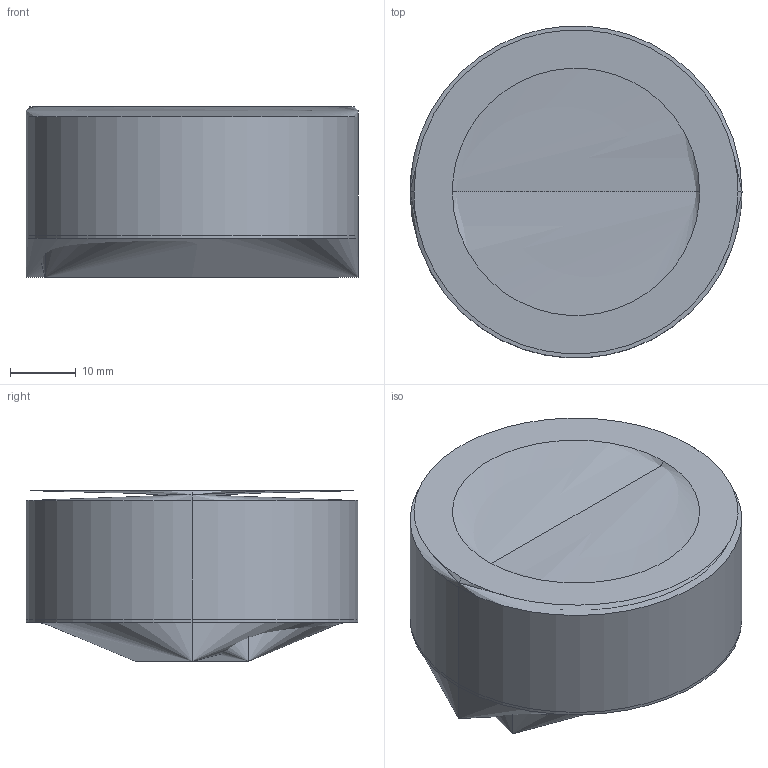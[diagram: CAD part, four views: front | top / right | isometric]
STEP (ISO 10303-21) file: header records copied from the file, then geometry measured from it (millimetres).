
FILE_DESCRIPTION(/* description */ (''),/* implementation_level */ '2;1');
FILE_NAME(/* name */ 'top',/* time_stamp */ '2023-05-20T19:00:33+08:00',/* author */ (''),/* organization */ (''),/* preprocessor_version */ 'ST-DEVELOPER v16.5',/* originating_system */ 'Rhino 7.28',/* authorisation */ '');
FILE_SCHEMA (('CONFIG_CONTROL_DESIGN'));
Length unit declared in the file: millimetre
Products named in the file (1): Document
Bounding box: 50.47 x 50.38 x 25.94 mm (x, y, z)
Volume: 5591 mm3; surface area: 11678.8 mm2
Topology: 20 solids, 21 shells, 141 faces, 307 edges, 213 vertices
Faces by surface type: plane 113, cylinder 24, bspline 4
Entity records: 3457 total; most frequent: CARTESIAN_POINT 1139, ORIENTED_EDGE 588, EDGE_CURVE 296, B_SPLINE_CURVE_WITH_KNOTS 248, VERTEX_POINT 196, EDGE_LOOP 146, DIRECTION 146, ADVANCED_FACE 141
